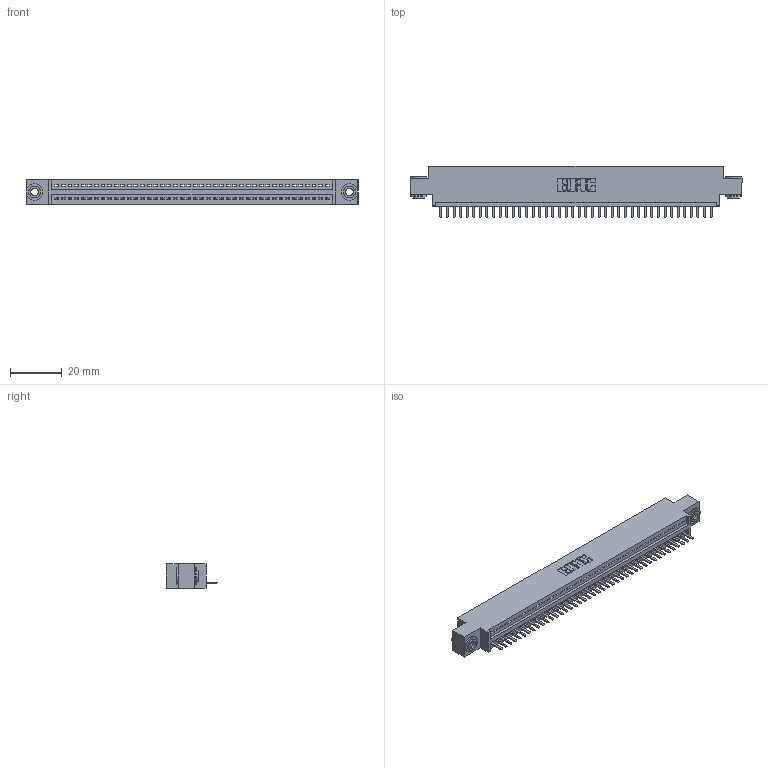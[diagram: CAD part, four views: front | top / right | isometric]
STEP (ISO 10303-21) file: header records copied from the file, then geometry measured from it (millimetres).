
FILE_DESCRIPTION (( 'STEP AP203' ), '1' );
FILE_NAME ('395-042-520-603.STEP', '2018-11-15T07:38:34', ( '' ), ( '' ), 'SwSTEP 2.0', 'SolidWorks 2016', '' );
FILE_SCHEMA (( 'CONFIG_CONTROL_DESIGN' ));
Length unit declared in the file: inch
Products named in the file (4): 345 Part_0.170 Offset - 0.156 Dia-TH; 395-042-520-603; 345-292-001_345-293-120; 345-250-002_345-250-002-102
Assembly tree (45 placements, depth 2):
  395-042-520-603
    345 Part_0.170 Offset - 0.156 Dia-TH
    345-292-001_345-293-120  x42
    345-250-002_345-250-002-102  x2
Bounding box: 127.89 x 19.68 x 9.4 mm (x, y, z)
Volume: 11932.2 mm3; surface area: 15802.6 mm2
Topology: 45 solids, 45 shells, 2772 faces, 8157 edges, 5322 vertices
Faces by surface type: plane 1858, cylinder 906, cone 8
Entity records: 32506 total; most frequent: CARTESIAN_POINT 5621, ORIENTED_EDGE 5578, DIRECTION 4927, EDGE_CURVE 2789, VECTOR 2461, LINE 2461, VERTEX_POINT 1854, AXIS2_PLACEMENT_3D 1233
